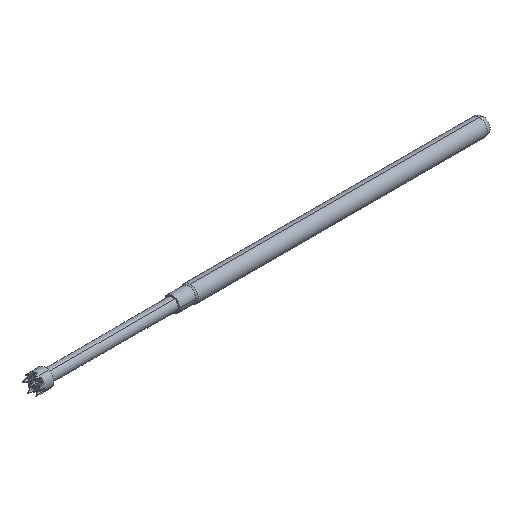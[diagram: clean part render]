
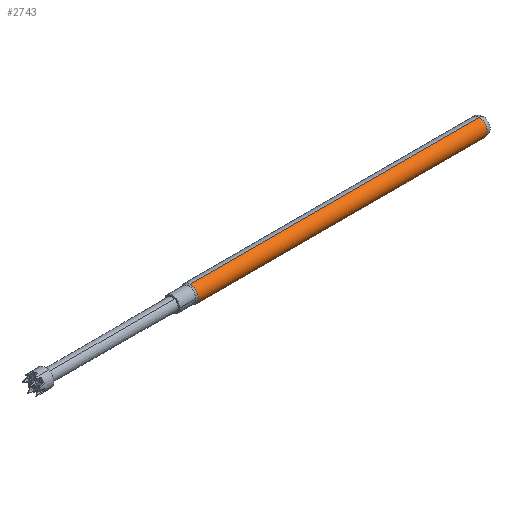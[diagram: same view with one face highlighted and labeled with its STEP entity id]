
A CAD part, isometric view. The second image highlights one B-rep face of the part: STEP entity #2743.
In plain terms, the highlighted cylindrical face has radius 0.683 mm (diameter 1.367 mm), a partial arc.
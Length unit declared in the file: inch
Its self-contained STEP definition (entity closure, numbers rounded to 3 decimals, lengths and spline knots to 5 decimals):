
#58 = VERTEX_POINT ( 'NONE', #122 ) ;
#110 = CARTESIAN_POINT ( 'NONE',  ( 0., 0., 0.0269 ) ) ;
#122 = CARTESIAN_POINT ( 'NONE',  ( 0.9238, 0., -0.0269 ) ) ;
#131 = VECTOR ( 'NONE', #729, 39.37008 ) ;
#210 = ORIENTED_EDGE ( 'NONE', *, *, #2799, .F. ) ;
#297 = DIRECTION ( 'NONE',  ( -1., 0., 0. ) ) ;
#396 = CARTESIAN_POINT ( 'NONE',  ( 0.9438, 0., -0.0269 ) ) ;
#420 = AXIS2_PLACEMENT_3D ( 'NONE', #578, #571, #565 ) ;
#565 = DIRECTION ( 'NONE',  ( 0., 1., 0. ) ) ;
#571 = DIRECTION ( 'NONE',  ( 1., 0., 0. ) ) ;
#578 = CARTESIAN_POINT ( 'NONE',  ( 0., 0., 0. ) ) ;
#646 = CARTESIAN_POINT ( 'NONE',  ( 0.9438, 0., 0.0269 ) ) ;
#729 = DIRECTION ( 'NONE',  ( -1., 0., 0. ) ) ;
#816 = AXIS2_PLACEMENT_3D ( 'NONE', #976, #995, #1001 ) ;
#967 = LINE ( 'NONE', #646, #2824 ) ;
#976 = CARTESIAN_POINT ( 'NONE',  ( 0., 0., 0. ) ) ;
#995 = DIRECTION ( 'NONE',  ( 1., 0., 0. ) ) ;
#1001 = DIRECTION ( 'NONE',  ( 0., 1., 0. ) ) ;
#1129 = ORIENTED_EDGE ( 'NONE', *, *, #2750, .T. ) ;
#1152 = DIRECTION ( 'NONE',  ( 0., 0., 1. ) ) ;
#1408 = CARTESIAN_POINT ( 'NONE',  ( 0.9438, 0., 0. ) ) ;
#1445 = DIRECTION ( 'NONE',  ( -1., 0., 0. ) ) ;
#1741 = CIRCLE ( 'NONE', #4396, 0.0269 ) ;
#1807 = CARTESIAN_POINT ( 'NONE',  ( 0., 0., -0.0269 ) ) ;
#1960 = CARTESIAN_POINT ( 'NONE',  ( 0., -0.0269, 0. ) ) ;
#1984 = VERTEX_POINT ( 'NONE', #1807 ) ;
#2174 = AXIS2_PLACEMENT_3D ( 'NONE', #1408, #1445, #1152 ) ;
#2198 = CIRCLE ( 'NONE', #420, 0.0269 ) ;
#2337 = VERTEX_POINT ( 'NONE', #1960 ) ;
#2381 = ORIENTED_EDGE ( 'NONE', *, *, #3497, .T. ) ;
#2594 = DIRECTION ( 'NONE',  ( -1., 0., 0. ) ) ;
#2743 = ADVANCED_FACE ( 'NONE', ( #2770 ), #4052, .T. ) ;
#2750 = EDGE_CURVE ( 'NONE', #2901, #3110, #967, .T. ) ;
#2770 = FACE_OUTER_BOUND ( 'NONE', #3405, .T. ) ;
#2799 = EDGE_CURVE ( 'NONE', #58, #1984, #2876, .T. ) ;
#2824 = VECTOR ( 'NONE', #297, 39.37008 ) ;
#2876 = LINE ( 'NONE', #396, #131 ) ;
#2901 = VERTEX_POINT ( 'NONE', #3502 ) ;
#2968 = EDGE_CURVE ( 'NONE', #3110, #2337, #3846, .T. ) ;
#3110 = VERTEX_POINT ( 'NONE', #110 ) ;
#3229 = EDGE_CURVE ( 'NONE', #58, #2901, #1741, .T. ) ;
#3342 = ORIENTED_EDGE ( 'NONE', *, *, #2968, .T. ) ;
#3405 = EDGE_LOOP ( 'NONE', ( #210, #3801, #1129, #3342, #2381 ) ) ;
#3497 = EDGE_CURVE ( 'NONE', #2337, #1984, #2198, .T. ) ;
#3502 = CARTESIAN_POINT ( 'NONE',  ( 0.9238, 0., 0.0269 ) ) ;
#3801 = ORIENTED_EDGE ( 'NONE', *, *, #3229, .T. ) ;
#3846 = CIRCLE ( 'NONE', #816, 0.0269 ) ;
#4052 = CYLINDRICAL_SURFACE ( 'NONE', #2174, 0.0269 ) ;
#4161 = CARTESIAN_POINT ( 'NONE',  ( 0.9238, 0., 0. ) ) ;
#4261 = DIRECTION ( 'NONE',  ( 0., 0., -1. ) ) ;
#4396 = AXIS2_PLACEMENT_3D ( 'NONE', #4161, #2594, #4261 ) ;
